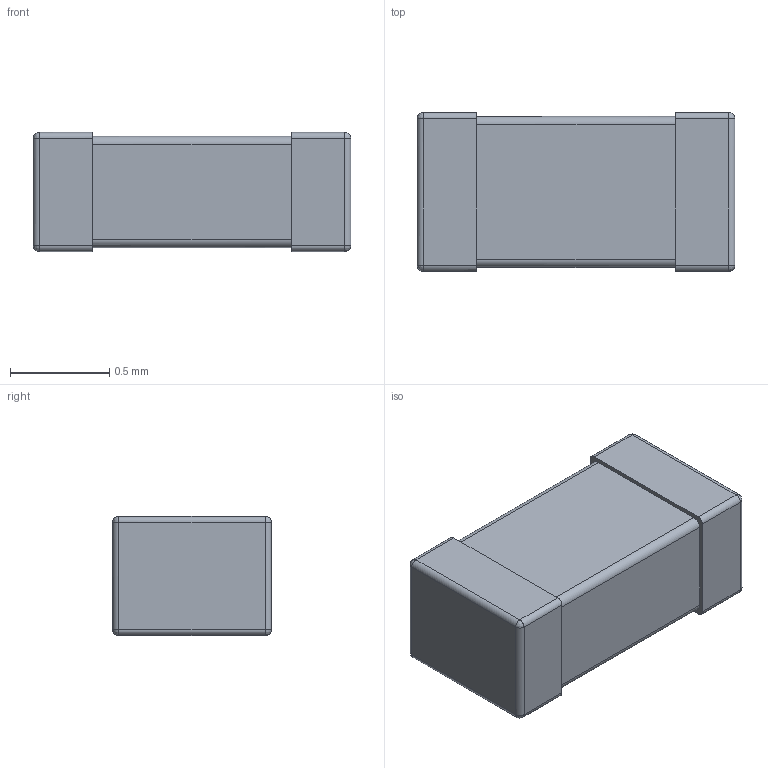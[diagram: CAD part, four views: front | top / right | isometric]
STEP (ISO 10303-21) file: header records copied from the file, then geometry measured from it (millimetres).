
FILE_DESCRIPTION(('FreeCAD Model'),'2;1');
FILE_NAME('CAP_0603L001.stp','2016-01-27T22:41:25',('FreeCAD'),('FreeCAD'), 'Open CASCADE STEP processor 6.8','FreeCAD','Unknown');
FILE_SCHEMA(('AUTOMOTIVE_DESIGN_CC2 { 1 2 10303 214 -1 1 5 4 }'));
Length unit declared in the file: millimetre
Products named in the file (1): Open CASCADE STEP translator 6.8 433
Bounding box: 1.6 x 0.8 x 0.6 mm (x, y, z)
Volume: 0.7 mm3; surface area: 5.2 mm2
Topology: 1 solids, 1 shells, 44 faces, 104 edges, 56 vertices
Faces by surface type: bspline 28, plane 16
Entity records: 5090 total; most frequent: CARTESIAN_POINT 3817, B_SPLINE_CURVE_WITH_KNOTS 232, ORIENTED_EDGE 192, PCURVE 192, DEFINITIONAL_REPRESENTATION 192, EDGE_CURVE 96, SURFACE_CURVE 96, VERTEX_POINT 56
